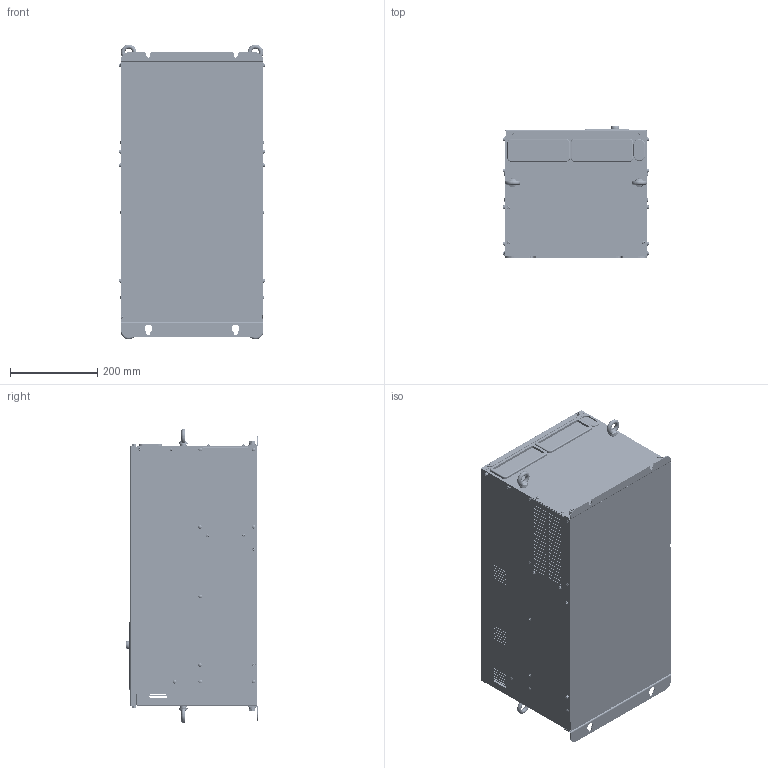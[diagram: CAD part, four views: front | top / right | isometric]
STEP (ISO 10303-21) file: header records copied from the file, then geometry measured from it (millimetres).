
FILE_DESCRIPTION (( 'STEP AP214' ), '1' );
FILE_NAME ('FC-430-H_1.STEP', '2025-04-07T10:21:12', ( '' ), ( '' ), 'SwSTEP 2.0', 'SolidWorks 2023', '' );
FILE_SCHEMA (( 'AUTOMOTIVE_DESIGN' ));
Length unit declared in the file: millimetre
Products named in the file (1): FC-430-H_1
Bounding box: 335.23 x 301.95 x 675 mm (x, y, z)
Volume: 53787273.6 mm3; surface area: 1566042.5 mm2
Topology: 1 solids, 66 shells, 6403 faces, 16228 edges, 10061 vertices
Faces by surface type: plane 2727, cylinder 1990, torus 762, bspline 362, cone 285, sphere 277
Entity records: 224513 total; most frequent: CARTESIAN_POINT 70659, DIRECTION 32683, ORIENTED_EDGE 32206, EDGE_CURVE 16103, AXIS2_PLACEMENT_3D 12472, VERTEX_POINT 10053, VECTOR 7739, LINE 7739
